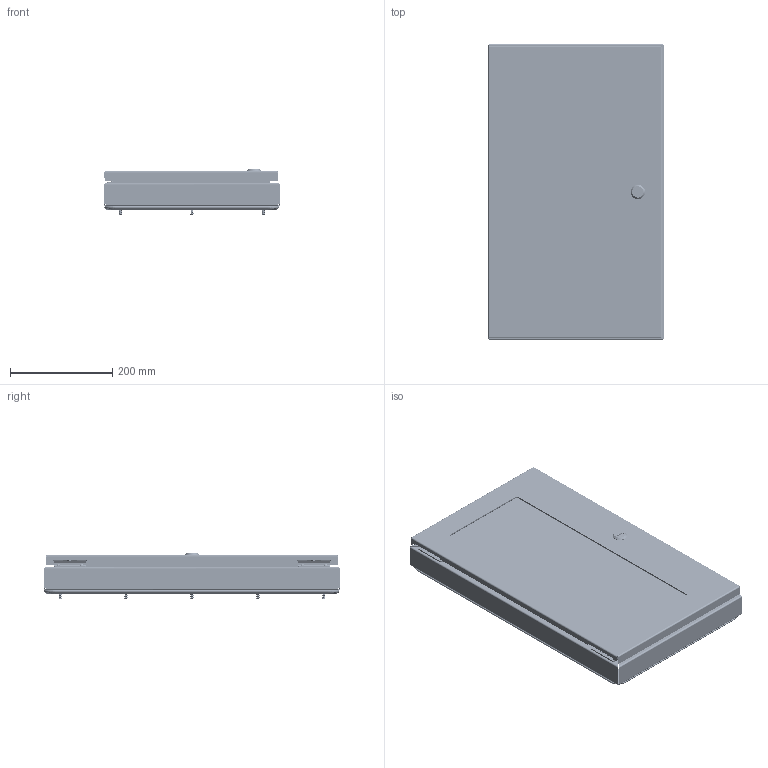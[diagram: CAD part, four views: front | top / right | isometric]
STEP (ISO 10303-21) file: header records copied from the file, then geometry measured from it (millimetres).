
FILE_DESCRIPTION (( 'STEP AP214' ), '1' );
FILE_NAME ('WADW231302.STEP', '2018-05-08T16:57:00', ( '' ), ( '' ), 'SwSTEP 2.0', 'SolidWorks 2017', '' );
FILE_SCHEMA (( 'AUTOMOTIVE_DESIGN' ));
Length unit declared in the file: inch
Products named in the file (1): WADW231302
Bounding box: 342.9 x 577.85 x 88.92 mm (x, y, z)
Volume: 1819282.6 mm3; surface area: 1206278.4 mm2
Topology: 73 solids, 73 shells, 2332 faces, 5506 edges, 3362 vertices
Faces by surface type: cylinder 830, plane 795, cone 403, bspline 208, torus 92, sphere 4
Full cylindrical faces by diameter (mm): 2.362 x4, 3.175 x2, 3.317 x68, 3.861 x4, 3.962 x16, 4.166 x68, 4.25 x4, 4.366 x4, 4.572 x4, 4.775 x4, 4.826 x14, 5 x1, 6 x1, 6.325 x12, 6.35 x178, 6.502 x4, 7.137 x14, 7.937 x5, 7.938 x7, 8.118 x12, 8.128 x4, 9.144 x4, 9.9 x1, 10 x2, 10.2 x1, 11.05 x1, 12.8 x1, 13.5 x1, 15.2 x1, 15.8 x1
Entity records: 132249 total; most frequent: CARTESIAN_POINT 59597, DIRECTION 8537, ORIENTED_EDGE 8434, EDGE_CURVE 4217, AXIS2_PLACEMENT_3D 3434, EDGE_LOOP 2997, VERTEX_POINT 2844, FACE_OUTER_BOUND 2536
